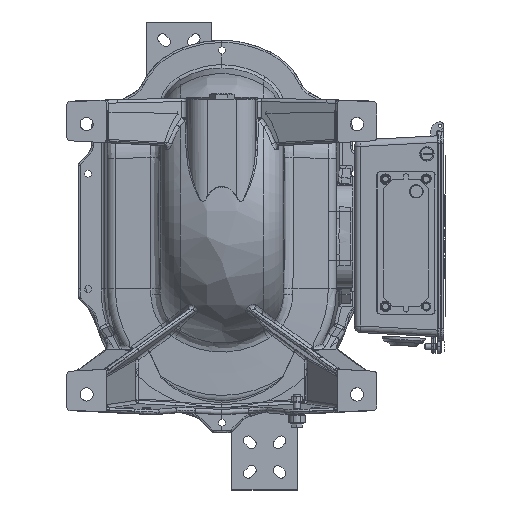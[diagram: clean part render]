
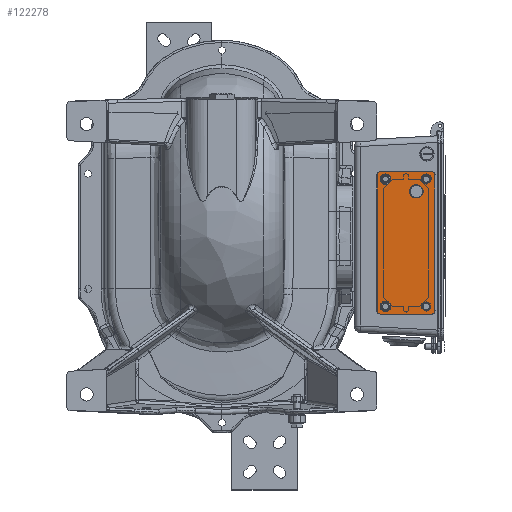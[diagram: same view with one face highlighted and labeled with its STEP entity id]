
A CAD part, front view. The second image highlights one B-rep face of the part: STEP entity #122278.
In plain terms, the highlighted planar face has unit normal (-0.052, -0.999, 0).
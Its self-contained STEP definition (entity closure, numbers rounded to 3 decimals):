
#122023=CARTESIAN_POINT('',(240.258,102.746,-83.));
#122024=DIRECTION('',(-0.052,-0.999,0.));
#122025=DIRECTION('',(-0.999,0.052,0.));
#122026=AXIS2_PLACEMENT_3D('',#122023,#122024,#122025);
#122028=DIRECTION('',(0.,0.,-1.));
#122029=VECTOR('',#122028,206.);
#122030=CARTESIAN_POINT('',(235.265,103.008,123.));
#122031=LINE('',#122030,#122029);
#122032=CARTESIAN_POINT('',(240.258,102.746,123.));
#122033=DIRECTION('',(-0.052,-0.999,0.));
#122034=DIRECTION('',(0.,0.,1.));
#122035=AXIS2_PLACEMENT_3D('',#122032,#122033,#122034);
#122037=DIRECTION('',(-0.999,0.052,0.));
#122038=VECTOR('',#122037,78.);
#122039=CARTESIAN_POINT('',(318.151,98.664,128.));
#122040=LINE('',#122039,#122038);
#122041=CARTESIAN_POINT('',(318.151,98.664,123.));
#122042=DIRECTION('',(-0.052,-0.999,0.));
#122043=DIRECTION('',(0.999,-0.052,0.));
#122044=AXIS2_PLACEMENT_3D('',#122041,#122042,#122043);
#122046=DIRECTION('',(0.,0.,-1.));
#122047=VECTOR('',#122046,206.);
#122048=CARTESIAN_POINT('',(323.144,98.402,123.));
#122049=LINE('',#122048,#122047);
#122050=CARTESIAN_POINT('',(318.151,98.664,-83.));
#122051=DIRECTION('',(-0.052,-0.999,0.));
#122052=DIRECTION('',(0.,0.,-1.));
#122053=AXIS2_PLACEMENT_3D('',#122050,#122051,#122052);
#122055=DIRECTION('',(0.999,-0.052,0.));
#122056=VECTOR('',#122055,78.);
#122057=CARTESIAN_POINT('',(240.258,102.746,-88.));
#122058=LINE('',#122057,#122056);
#122059=CARTESIAN_POINT('',(248.247,102.327,116.5));
#122060=DIRECTION('',(-0.052,-0.999,0.));
#122061=DIRECTION('',(0.,0.,1.));
#122062=AXIS2_PLACEMENT_3D('',#122059,#122060,#122061);
#122064=CARTESIAN_POINT('',(248.247,102.327,116.5));
#122065=DIRECTION('',(-0.052,-0.999,0.));
#122066=DIRECTION('',(0.,0.,-1.));
#122067=AXIS2_PLACEMENT_3D('',#122064,#122065,#122066);
#122069=CARTESIAN_POINT('',(248.247,102.327,-76.5));
#122070=DIRECTION('',(-0.052,-0.999,0.));
#122071=DIRECTION('',(0.,0.,1.));
#122072=AXIS2_PLACEMENT_3D('',#122069,#122070,#122071);
#122074=CARTESIAN_POINT('',(248.247,102.327,-76.5));
#122075=DIRECTION('',(-0.052,-0.999,0.));
#122076=DIRECTION('',(0.,0.,-1.));
#122077=AXIS2_PLACEMENT_3D('',#122074,#122075,#122076);
#122079=CARTESIAN_POINT('',(310.162,99.082,116.5));
#122080=DIRECTION('',(-0.052,-0.999,0.));
#122081=DIRECTION('',(0.,0.,1.));
#122082=AXIS2_PLACEMENT_3D('',#122079,#122080,#122081);
#122084=CARTESIAN_POINT('',(310.162,99.082,116.5));
#122085=DIRECTION('',(-0.052,-0.999,0.));
#122086=DIRECTION('',(0.,0.,-1.));
#122087=AXIS2_PLACEMENT_3D('',#122084,#122085,#122086);
#122089=CARTESIAN_POINT('',(310.162,99.082,-76.5));
#122090=DIRECTION('',(-0.052,-0.999,0.));
#122091=DIRECTION('',(0.,0.,1.));
#122092=AXIS2_PLACEMENT_3D('',#122089,#122090,#122091);
#122094=CARTESIAN_POINT('',(310.162,99.082,-76.5));
#122095=DIRECTION('',(-0.052,-0.999,0.));
#122096=DIRECTION('',(0.,0.,-1.));
#122097=AXIS2_PLACEMENT_3D('',#122094,#122095,#122096);
#122099=CARTESIAN_POINT('',(295.182,99.868,98.));
#122100=DIRECTION('',(-0.052,-0.999,0.));
#122101=DIRECTION('',(0.,0.,-1.));
#122102=AXIS2_PLACEMENT_3D('',#122099,#122100,#122101);
#122104=CARTESIAN_POINT('',(295.182,99.868,98.));
#122105=DIRECTION('',(-0.052,-0.999,0.));
#122106=DIRECTION('',(0.,0.,1.));
#122107=AXIS2_PLACEMENT_3D('',#122104,#122105,#122106);
#122177=CARTESIAN_POINT('',(235.265,103.008,-83.));
#122178=VERTEX_POINT('',#122177);
#122179=CARTESIAN_POINT('',(240.258,102.746,-88.));
#122180=VERTEX_POINT('',#122179);
#122185=CARTESIAN_POINT('',(240.258,102.746,128.));
#122186=VERTEX_POINT('',#122185);
#122187=CARTESIAN_POINT('',(235.265,103.008,123.));
#122188=VERTEX_POINT('',#122187);
#122193=CARTESIAN_POINT('',(323.144,98.402,123.));
#122194=VERTEX_POINT('',#122193);
#122195=CARTESIAN_POINT('',(318.151,98.664,128.));
#122196=VERTEX_POINT('',#122195);
#122201=CARTESIAN_POINT('',(318.151,98.664,-88.));
#122202=VERTEX_POINT('',#122201);
#122203=CARTESIAN_POINT('',(323.144,98.402,-83.));
#122204=VERTEX_POINT('',#122203);
#122205=CARTESIAN_POINT('',(248.247,102.327,111.75));
#122206=CARTESIAN_POINT('',(248.247,102.327,121.25));
#122207=VERTEX_POINT('',#122205);
#122208=VERTEX_POINT('',#122206);
#122209=CARTESIAN_POINT('',(248.247,102.327,-81.25));
#122210=CARTESIAN_POINT('',(248.247,102.327,-71.75));
#122211=VERTEX_POINT('',#122209);
#122212=VERTEX_POINT('',#122210);
#122213=CARTESIAN_POINT('',(310.162,99.082,111.75));
#122214=CARTESIAN_POINT('',(310.162,99.082,121.25));
#122215=VERTEX_POINT('',#122213);
#122216=VERTEX_POINT('',#122214);
#122217=CARTESIAN_POINT('',(310.162,99.082,-81.25));
#122218=CARTESIAN_POINT('',(310.162,99.082,-71.75));
#122219=VERTEX_POINT('',#122217);
#122220=VERTEX_POINT('',#122218);
#122221=CARTESIAN_POINT('',(295.182,99.868,88.75));
#122222=CARTESIAN_POINT('',(295.182,99.868,107.25));
#122223=VERTEX_POINT('',#122221);
#122224=VERTEX_POINT('',#122222);
#122225=CARTESIAN_POINT('',(279.204,100.705,20.));
#122226=DIRECTION('',(-0.052,-0.999,0.));
#122227=DIRECTION('',(0.,0.,-1.));
#122228=AXIS2_PLACEMENT_3D('',#122225,#122226,#122227);
#122229=PLANE('',#122228);
#122231=ORIENTED_EDGE('',*,*,#122230,.F.);
#122233=ORIENTED_EDGE('',*,*,#122232,.F.);
#122235=ORIENTED_EDGE('',*,*,#122234,.F.);
#122237=ORIENTED_EDGE('',*,*,#122236,.F.);
#122239=ORIENTED_EDGE('',*,*,#122238,.F.);
#122241=ORIENTED_EDGE('',*,*,#122240,.T.);
#122243=ORIENTED_EDGE('',*,*,#122242,.F.);
#122245=ORIENTED_EDGE('',*,*,#122244,.F.);
#122246=EDGE_LOOP('',(#122231,#122233,#122235,#122237,#122239,#122241,#122243,
#122245));
#122247=FACE_OUTER_BOUND('',#122246,.F.);
#122249=ORIENTED_EDGE('',*,*,#122248,.T.);
#122251=ORIENTED_EDGE('',*,*,#122250,.T.);
#122252=EDGE_LOOP('',(#122249,#122251));
#122253=FACE_BOUND('',#122252,.F.);
#122255=ORIENTED_EDGE('',*,*,#122254,.T.);
#122257=ORIENTED_EDGE('',*,*,#122256,.T.);
#122258=EDGE_LOOP('',(#122255,#122257));
#122259=FACE_BOUND('',#122258,.F.);
#122261=ORIENTED_EDGE('',*,*,#122260,.T.);
#122263=ORIENTED_EDGE('',*,*,#122262,.T.);
#122264=EDGE_LOOP('',(#122261,#122263));
#122265=FACE_BOUND('',#122264,.F.);
#122267=ORIENTED_EDGE('',*,*,#122266,.T.);
#122269=ORIENTED_EDGE('',*,*,#122268,.T.);
#122270=EDGE_LOOP('',(#122267,#122269));
#122271=FACE_BOUND('',#122270,.F.);
#122273=ORIENTED_EDGE('',*,*,#122272,.T.);
#122275=ORIENTED_EDGE('',*,*,#122274,.T.);
#122276=EDGE_LOOP('',(#122273,#122275));
#122277=FACE_BOUND('',#122276,.F.);
#122278=ADVANCED_FACE('',(#122247,#122253,#122259,#122265,#122271,#122277),
#122229,.T.);
#122027=CIRCLE('',#122026,5.);
#122036=CIRCLE('',#122035,5.);
#122045=CIRCLE('',#122044,5.);
#122054=CIRCLE('',#122053,5.);
#122063=CIRCLE('',#122062,4.75);
#122068=CIRCLE('',#122067,4.75);
#122073=CIRCLE('',#122072,4.75);
#122078=CIRCLE('',#122077,4.75);
#122083=CIRCLE('',#122082,4.75);
#122088=CIRCLE('',#122087,4.75);
#122093=CIRCLE('',#122092,4.75);
#122098=CIRCLE('',#122097,4.75);
#122103=CIRCLE('',#122102,9.25);
#122108=CIRCLE('',#122107,9.25);
#122230=EDGE_CURVE('',#122178,#122180,#122027,.T.);
#122232=EDGE_CURVE('',#122188,#122178,#122031,.T.);
#122234=EDGE_CURVE('',#122186,#122188,#122036,.T.);
#122236=EDGE_CURVE('',#122196,#122186,#122040,.T.);
#122238=EDGE_CURVE('',#122194,#122196,#122045,.T.);
#122240=EDGE_CURVE('',#122194,#122204,#122049,.T.);
#122242=EDGE_CURVE('',#122202,#122204,#122054,.T.);
#122244=EDGE_CURVE('',#122180,#122202,#122058,.T.);
#122248=EDGE_CURVE('',#122208,#122207,#122063,.T.);
#122250=EDGE_CURVE('',#122207,#122208,#122068,.T.);
#122254=EDGE_CURVE('',#122212,#122211,#122073,.T.);
#122256=EDGE_CURVE('',#122211,#122212,#122078,.T.);
#122260=EDGE_CURVE('',#122216,#122215,#122083,.T.);
#122262=EDGE_CURVE('',#122215,#122216,#122088,.T.);
#122266=EDGE_CURVE('',#122220,#122219,#122093,.T.);
#122268=EDGE_CURVE('',#122219,#122220,#122098,.T.);
#122272=EDGE_CURVE('',#122223,#122224,#122103,.T.);
#122274=EDGE_CURVE('',#122224,#122223,#122108,.T.);
